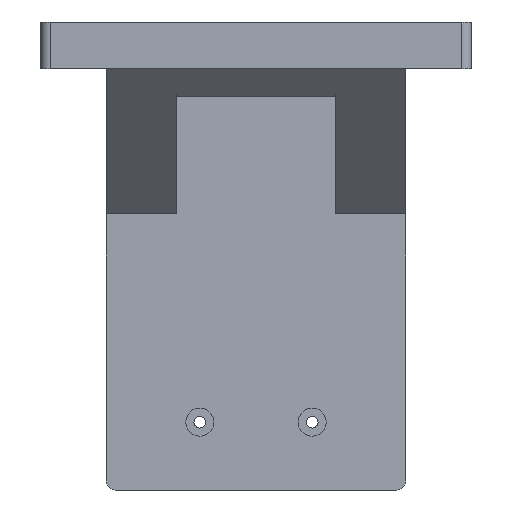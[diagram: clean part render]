
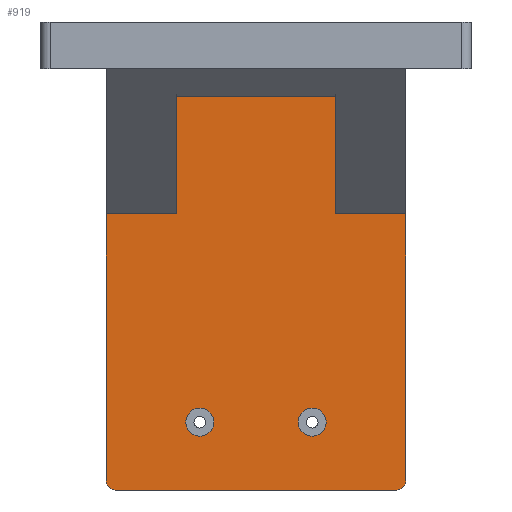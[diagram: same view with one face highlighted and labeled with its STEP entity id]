
A CAD part, front view. The second image highlights one B-rep face of the part: STEP entity #919.
In plain terms, the highlighted planar face has unit normal (0, -1, 0).
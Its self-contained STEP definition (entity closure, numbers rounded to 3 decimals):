
#21=FACE_BOUND('',#139,.T.);
#22=FACE_BOUND('',#140,.T.);
#23=FACE_BOUND('',#141,.T.);
#24=FACE_BOUND('',#142,.T.);
#53=PLANE('',#1000);
#85=FACE_OUTER_BOUND('',#138,.T.);
#138=EDGE_LOOP('',(#695,#696,#697,#698,#699,#700,#701,#702,#703,#704));
#139=EDGE_LOOP('',(#705));
#140=EDGE_LOOP('',(#706));
#141=EDGE_LOOP('',(#707));
#142=EDGE_LOOP('',(#708));
#196=LINE('',#1372,#276);
#214=LINE('',#1432,#294);
#222=LINE('',#1447,#302);
#223=LINE('',#1450,#303);
#224=LINE('',#1452,#304);
#225=LINE('',#1457,#305);
#226=LINE('',#1458,#306);
#227=LINE('',#1459,#307);
#276=VECTOR('',#1097,10.);
#294=VECTOR('',#1159,10.);
#302=VECTOR('',#1171,10.);
#303=VECTOR('',#1174,10.);
#304=VECTOR('',#1175,10.);
#305=VECTOR('',#1180,10.);
#306=VECTOR('',#1181,10.);
#307=VECTOR('',#1182,10.);
#349=CIRCLE('',#962,3.);
#352=CIRCLE('',#967,3.);
#367=CIRCLE('',#993,1.265);
#368=CIRCLE('',#995,1.265);
#369=CIRCLE('',#1001,2.);
#370=CIRCLE('',#1002,2.);
#399=VERTEX_POINT('',#1336);
#402=VERTEX_POINT('',#1345);
#412=VERTEX_POINT('',#1369);
#413=VERTEX_POINT('',#1371);
#429=VERTEX_POINT('',#1418);
#430=VERTEX_POINT('',#1422);
#431=VERTEX_POINT('',#1428);
#433=VERTEX_POINT('',#1431);
#437=VERTEX_POINT('',#1443);
#438=VERTEX_POINT('',#1445);
#439=VERTEX_POINT('',#1449);
#440=VERTEX_POINT('',#1451);
#441=VERTEX_POINT('',#1454);
#442=VERTEX_POINT('',#1456);
#485=EDGE_CURVE('',#399,#399,#349,.T.);
#489=EDGE_CURVE('',#402,#402,#352,.T.);
#501=EDGE_CURVE('',#413,#412,#196,.T.);
#525=EDGE_CURVE('',#429,#429,#367,.T.);
#527=EDGE_CURVE('',#430,#430,#368,.T.);
#530=EDGE_CURVE('',#433,#431,#214,.T.);
#538=EDGE_CURVE('',#438,#437,#222,.T.);
#539=EDGE_CURVE('',#431,#439,#223,.T.);
#540=EDGE_CURVE('',#439,#440,#224,.T.);
#541=EDGE_CURVE('',#413,#440,#369,.T.);
#542=EDGE_CURVE('',#441,#412,#370,.T.);
#543=EDGE_CURVE('',#441,#442,#225,.T.);
#544=EDGE_CURVE('',#442,#437,#226,.T.);
#545=EDGE_CURVE('',#433,#438,#227,.T.);
#695=ORIENTED_EDGE('',*,*,#539,.T.);
#696=ORIENTED_EDGE('',*,*,#540,.T.);
#697=ORIENTED_EDGE('',*,*,#541,.F.);
#698=ORIENTED_EDGE('',*,*,#501,.T.);
#699=ORIENTED_EDGE('',*,*,#542,.F.);
#700=ORIENTED_EDGE('',*,*,#543,.T.);
#701=ORIENTED_EDGE('',*,*,#544,.T.);
#702=ORIENTED_EDGE('',*,*,#538,.F.);
#703=ORIENTED_EDGE('',*,*,#545,.F.);
#704=ORIENTED_EDGE('',*,*,#530,.T.);
#705=ORIENTED_EDGE('',*,*,#485,.T.);
#706=ORIENTED_EDGE('',*,*,#489,.T.);
#707=ORIENTED_EDGE('',*,*,#525,.T.);
#708=ORIENTED_EDGE('',*,*,#527,.T.);
#919=ADVANCED_FACE('',(#85,#21,#22,#23,#24),#53,.T.);
#962=AXIS2_PLACEMENT_3D('',#1337,#1062,#1063);
#967=AXIS2_PLACEMENT_3D('',#1346,#1073,#1074);
#993=AXIS2_PLACEMENT_3D('',#1420,#1146,#1147);
#995=AXIS2_PLACEMENT_3D('',#1424,#1151,#1152);
#1000=AXIS2_PLACEMENT_3D('',#1448,#1172,#1173);
#1001=AXIS2_PLACEMENT_3D('',#1453,#1176,#1177);
#1002=AXIS2_PLACEMENT_3D('',#1455,#1178,#1179);
#1062=DIRECTION('center_axis',(0.,1.,0.));
#1063=DIRECTION('ref_axis',(1.,0.,0.));
#1073=DIRECTION('center_axis',(0.,1.,0.));
#1074=DIRECTION('ref_axis',(1.,0.,0.));
#1097=DIRECTION('',(1.,0.,0.));
#1146=DIRECTION('center_axis',(0.,1.,0.));
#1147=DIRECTION('ref_axis',(1.,0.,0.));
#1151=DIRECTION('center_axis',(0.,1.,0.));
#1152=DIRECTION('ref_axis',(1.,0.,0.));
#1159=DIRECTION('',(0.,0.,-1.));
#1171=DIRECTION('',(0.,0.,-1.));
#1172=DIRECTION('center_axis',(0.,-1.,0.));
#1173=DIRECTION('ref_axis',(-1.,0.,0.));
#1174=DIRECTION('',(-1.,0.,0.));
#1175=DIRECTION('',(0.,0.,-1.));
#1176=DIRECTION('center_axis',(0.,1.,0.));
#1177=DIRECTION('ref_axis',(-0.707,0.,-0.707));
#1178=DIRECTION('center_axis',(0.,1.,0.));
#1179=DIRECTION('ref_axis',(0.707,0.,-0.707));
#1180=DIRECTION('',(0.,0.,1.));
#1181=DIRECTION('',(-1.,0.,0.));
#1182=DIRECTION('',(1.,0.,0.));
#1336=CARTESIAN_POINT('',(-15.,97.,-85.5));
#1337=CARTESIAN_POINT('Origin',(-12.,97.,-85.5));
#1345=CARTESIAN_POINT('',(9.,97.,-85.5));
#1346=CARTESIAN_POINT('Origin',(12.,97.,-85.5));
#1369=CARTESIAN_POINT('',(30.,97.,-100.));
#1371=CARTESIAN_POINT('',(-30.,97.,-100.));
#1372=CARTESIAN_POINT('',(-32.,97.,-100.));
#1418=CARTESIAN_POINT('',(10.736,97.,-7.5));
#1420=CARTESIAN_POINT('Origin',(12.,97.,-7.5));
#1422=CARTESIAN_POINT('',(-13.265,97.,-7.5));
#1424=CARTESIAN_POINT('Origin',(-12.,97.,-7.5));
#1428=CARTESIAN_POINT('',(-17.,97.,-41.));
#1431=CARTESIAN_POINT('',(-17.,97.,0.));
#1432=CARTESIAN_POINT('',(-17.,97.,0.));
#1443=CARTESIAN_POINT('',(17.,97.,-41.));
#1445=CARTESIAN_POINT('',(17.,97.,0.));
#1447=CARTESIAN_POINT('',(17.,97.,0.));
#1448=CARTESIAN_POINT('Origin',(0.,97.,-55.));
#1449=CARTESIAN_POINT('',(-32.,97.,-41.));
#1450=CARTESIAN_POINT('',(16.,97.,-41.));
#1451=CARTESIAN_POINT('',(-32.,97.,-98.));
#1452=CARTESIAN_POINT('',(-32.,97.,-10.));
#1453=CARTESIAN_POINT('Origin',(-30.,97.,-98.));
#1454=CARTESIAN_POINT('',(32.,97.,-98.));
#1455=CARTESIAN_POINT('Origin',(30.,97.,-98.));
#1456=CARTESIAN_POINT('',(32.,97.,-41.));
#1457=CARTESIAN_POINT('',(32.,97.,-100.));
#1458=CARTESIAN_POINT('',(16.,97.,-41.));
#1459=CARTESIAN_POINT('',(-8.5,97.,0.));
